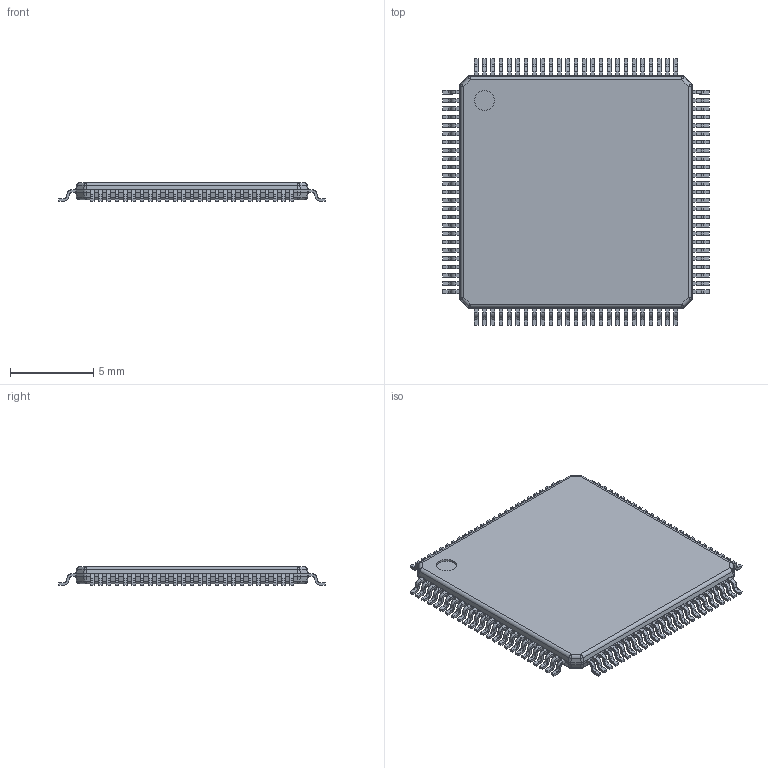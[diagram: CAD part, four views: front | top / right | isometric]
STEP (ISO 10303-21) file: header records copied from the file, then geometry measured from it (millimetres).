
FILE_DESCRIPTION((''),'2;1');
FILE_NAME('PZP0100H_ASM','2021-07-23T11:21:06',('a0412086'),(''),'CREO PARAMETRIC BY PTC INC, 2018500','CREO PARAMETRIC BY PTC INC, 2018500','');
FILE_SCHEMA(('CONFIG_CONTROL_DESIGN','SHAPE_APPEARANCE_LAYERS_GROUPS'));
Length unit declared in the file: millimetre
Products named in the file (4): BODY; LEAD-QFP; THERMAL_PAD; PZP0100H_ASM
Assembly tree (102 placements, depth 2):
  PZP0100H_ASM
    BODY
    LEAD-QFP  x100
    THERMAL_PAD
Bounding box: 16 x 16 x 1.12 mm (x, y, z)
Volume: 201.7 mm3; surface area: 585.9 mm2
Topology: 102 solids, 102 shells, 1520 faces, 3862 edges, 2548 vertices
Faces by surface type: plane 1062, cylinder 442, sphere 16
Entity records: 5474 total; most frequent: DIRECTION 822, CARTESIAN_POINT 790, ORIENTED_EDGE 596, PRESENTATION_STYLE_ASSIGNMENT 301, STYLED_ITEM 301, AXIS2_PLACEMENT_3D 300, CURVE_STYLE 298, EDGE_CURVE 298
